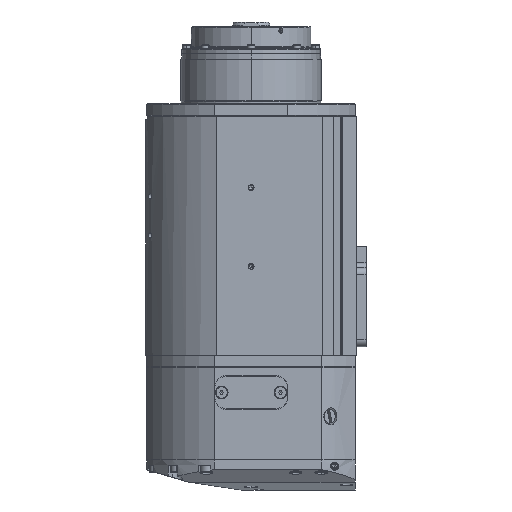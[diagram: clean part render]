
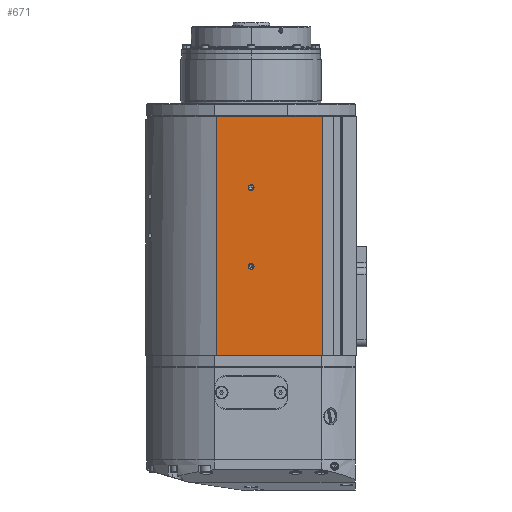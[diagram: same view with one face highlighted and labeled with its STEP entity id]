
A CAD part, left-side view. The second image highlights one B-rep face of the part: STEP entity #671.
In plain terms, the highlighted planar face has unit normal (-1, 0, 0).
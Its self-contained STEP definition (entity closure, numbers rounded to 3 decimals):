
#411 = CIRCLE ( 'NONE', #60139, 2.1 ) ;
#671 = ADVANCED_FACE ( 'NONE', ( #68442, #33941, #37270 ), #2696, .F. ) ;
#1652 = ORIENTED_EDGE ( 'NONE', *, *, #23413, .F. ) ;
#2613 = DIRECTION ( 'NONE',  ( 0., 0., 1. ) ) ;
#2696 = PLANE ( 'NONE',  #7279 ) ;
#4429 = CARTESIAN_POINT ( 'NONE',  ( -75., -51., 85.25 ) ) ;
#6836 = EDGE_CURVE ( 'NONE', #19819, #18654, #7766, .T. ) ;
#7279 = AXIS2_PLACEMENT_3D ( 'NONE', #23258, #70668, #78780 ) ;
#7766 = CIRCLE ( 'NONE', #26241, 2.1 ) ;
#8194 = VERTEX_POINT ( 'NONE', #70657 ) ;
#9818 = ORIENTED_EDGE ( 'NONE', *, *, #50030, .F. ) ;
#11051 = ORIENTED_EDGE ( 'NONE', *, *, #20947, .F. ) ;
#12833 = EDGE_LOOP ( 'NONE', ( #79139, #1652 ) ) ;
#13046 = CARTESIAN_POINT ( 'NONE',  ( -75., 0., 34.25 ) ) ;
#14461 = VECTOR ( 'NONE', #83630, 1000. ) ;
#15882 = CARTESIAN_POINT ( 'NONE',  ( -75., 24.819, 85.25 ) ) ;
#17993 = DIRECTION ( 'NONE',  ( 0., 1., 0. ) ) ;
#18654 = VERTEX_POINT ( 'NONE', #31984 ) ;
#19229 = CARTESIAN_POINT ( 'NONE',  ( -75., 0., -21.75 ) ) ;
#19819 = VERTEX_POINT ( 'NONE', #24446 ) ;
#20947 = EDGE_CURVE ( 'NONE', #18654, #19819, #411, .T. ) ;
#21041 = DIRECTION ( 'NONE',  ( 0., 0., 1. ) ) ;
#21138 = ORIENTED_EDGE ( 'NONE', *, *, #36208, .T. ) ;
#23191 = LINE ( 'NONE', #83054, #14461 ) ;
#23258 = CARTESIAN_POINT ( 'NONE',  ( -75., 24.819, 86.75 ) ) ;
#23413 = EDGE_CURVE ( 'NONE', #52898, #46852, #86348, .T. ) ;
#23587 = EDGE_CURVE ( 'NONE', #8194, #54742, #74475, .T. ) ;
#24377 = AXIS2_PLACEMENT_3D ( 'NONE', #57608, #50988, #2613 ) ;
#24446 = CARTESIAN_POINT ( 'NONE',  ( -75., 0., -19.65 ) ) ;
#25170 = VERTEX_POINT ( 'NONE', #15882 ) ;
#25721 = VECTOR ( 'NONE', #80524, 1000. ) ;
#26241 = AXIS2_PLACEMENT_3D ( 'NONE', #62458, #50692, #21041 ) ;
#26401 = DIRECTION ( 'NONE',  ( 0., 0., 1. ) ) ;
#28679 = ORIENTED_EDGE ( 'NONE', *, *, #79164, .F. ) ;
#28890 = VECTOR ( 'NONE', #73553, 1000. ) ;
#31786 = ORIENTED_EDGE ( 'NONE', *, *, #6836, .F. ) ;
#31984 = CARTESIAN_POINT ( 'NONE',  ( -75., 0., -23.85 ) ) ;
#33941 = FACE_BOUND ( 'NONE', #80749, .T. ) ;
#36208 = EDGE_CURVE ( 'NONE', #25170, #54742, #42964, .T. ) ;
#37153 = ORIENTED_EDGE ( 'NONE', *, *, #23587, .F. ) ;
#37270 = FACE_BOUND ( 'NONE', #12833, .T. ) ;
#37848 = VERTEX_POINT ( 'NONE', #4429 ) ;
#39024 = DIRECTION ( 'NONE',  ( 0., 0., 1. ) ) ;
#41343 = AXIS2_PLACEMENT_3D ( 'NONE', #13046, #89443, #26401 ) ;
#42964 = LINE ( 'NONE', #46466, #28890 ) ;
#43066 = CARTESIAN_POINT ( 'NONE',  ( -75., 0., 32.15 ) ) ;
#46466 = CARTESIAN_POINT ( 'NONE',  ( -75., 24.819, 86.75 ) ) ;
#46852 = VERTEX_POINT ( 'NONE', #54080 ) ;
#50030 = EDGE_CURVE ( 'NONE', #37848, #8194, #74255, .T. ) ;
#50692 = DIRECTION ( 'NONE',  ( -1., 0., 0. ) ) ;
#50988 = DIRECTION ( 'NONE',  ( -1., 0., 0. ) ) ;
#52898 = VERTEX_POINT ( 'NONE', #43066 ) ;
#54080 = CARTESIAN_POINT ( 'NONE',  ( -75., 0., 36.35 ) ) ;
#54742 = VERTEX_POINT ( 'NONE', #87728 ) ;
#57608 = CARTESIAN_POINT ( 'NONE',  ( -75., 0., 34.25 ) ) ;
#58549 = CARTESIAN_POINT ( 'NONE',  ( -75., -51., 86.75 ) ) ;
#60072 = DIRECTION ( 'NONE',  ( -1., 0., 0. ) ) ;
#60139 = AXIS2_PLACEMENT_3D ( 'NONE', #19229, #60072, #39024 ) ;
#62458 = CARTESIAN_POINT ( 'NONE',  ( -75., 0., -21.75 ) ) ;
#63723 = VECTOR ( 'NONE', #17993, 1000. ) ;
#68442 = FACE_OUTER_BOUND ( 'NONE', #80803, .T. ) ;
#68655 = CIRCLE ( 'NONE', #41343, 2.1 ) ;
#70657 = CARTESIAN_POINT ( 'NONE',  ( -75., -51., -85.25 ) ) ;
#70668 = DIRECTION ( 'NONE',  ( 1., 0., 0. ) ) ;
#73553 = DIRECTION ( 'NONE',  ( 0., 0., -1. ) ) ;
#74255 = LINE ( 'NONE', #58549, #25721 ) ;
#74475 = LINE ( 'NONE', #86823, #63723 ) ;
#74941 = EDGE_CURVE ( 'NONE', #46852, #52898, #68655, .T. ) ;
#78780 = DIRECTION ( 'NONE',  ( 0., 1., 0. ) ) ;
#79139 = ORIENTED_EDGE ( 'NONE', *, *, #74941, .F. ) ;
#79164 = EDGE_CURVE ( 'NONE', #25170, #37848, #23191, .T. ) ;
#80524 = DIRECTION ( 'NONE',  ( 0., 0., -1. ) ) ;
#80749 = EDGE_LOOP ( 'NONE', ( #31786, #11051 ) ) ;
#80803 = EDGE_LOOP ( 'NONE', ( #37153, #9818, #28679, #21138 ) ) ;
#83054 = CARTESIAN_POINT ( 'NONE',  ( -75., 24.819, 85.25 ) ) ;
#83630 = DIRECTION ( 'NONE',  ( 0., -1., 0. ) ) ;
#86348 = CIRCLE ( 'NONE', #24377, 2.1 ) ;
#86823 = CARTESIAN_POINT ( 'NONE',  ( -75., 24.819, -85.25 ) ) ;
#87728 = CARTESIAN_POINT ( 'NONE',  ( -75., 24.819, -85.25 ) ) ;
#89443 = DIRECTION ( 'NONE',  ( -1., 0., 0. ) ) ;
